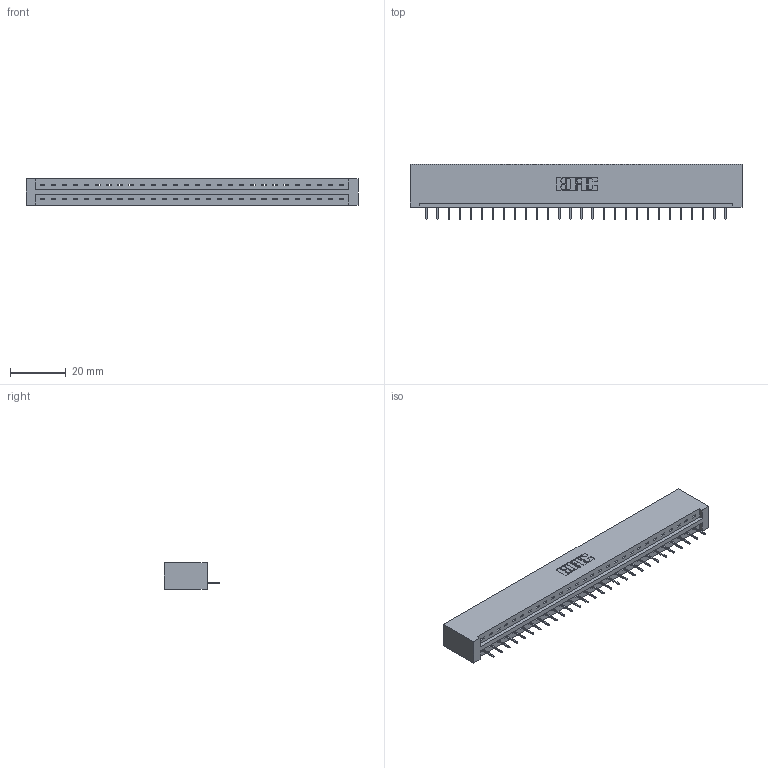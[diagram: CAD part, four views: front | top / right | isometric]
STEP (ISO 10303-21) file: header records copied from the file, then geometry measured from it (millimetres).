
FILE_DESCRIPTION (( 'STEP AP203' ), '1' );
FILE_NAME ('337-028-524-101.STEP', '2019-09-30T20:52:21', ( '' ), ( '' ), 'SwSTEP 2.0', 'SolidWorks 2016', '' );
FILE_SCHEMA (( 'CONFIG_CONTROL_DESIGN' ));
Length unit declared in the file: inch
Products named in the file (3): 345-292-001_345-293-124; 337 Part_No Mounting Lugs; 337-028-524-101
Assembly tree (29 placements, depth 2):
  337-028-524-101
    337 Part_No Mounting Lugs
    345-292-001_345-293-124  x28
Bounding box: 118.82 x 19.69 x 9.4 mm (x, y, z)
Volume: 12802.4 mm3; surface area: 12744.1 mm2
Topology: 29 solids, 29 shells, 1954 faces, 5663 edges, 3662 vertices
Faces by surface type: plane 1522, cylinder 432
Entity records: 22421 total; most frequent: CARTESIAN_POINT 3910, ORIENTED_EDGE 3874, DIRECTION 3313, EDGE_CURVE 1937, VECTOR 1821, LINE 1821, VERTEX_POINT 1286, AXIS2_PLACEMENT_3D 746
